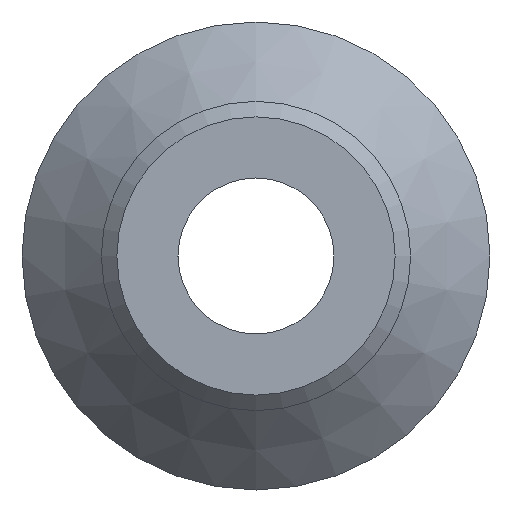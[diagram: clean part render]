
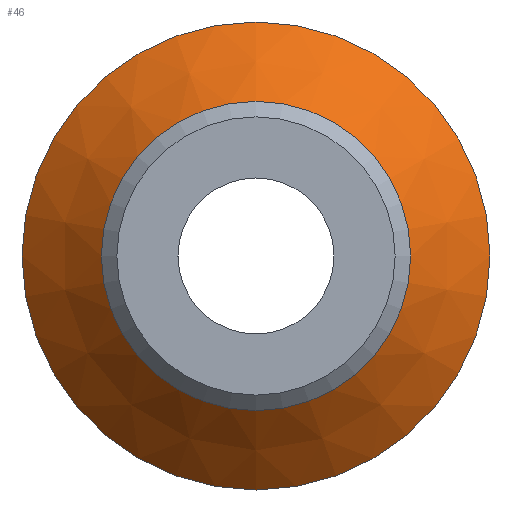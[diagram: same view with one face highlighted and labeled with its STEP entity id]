
A CAD part, front view. The second image highlights one B-rep face of the part: STEP entity #46.
In plain terms, the highlighted conical face has half-angle 45 degrees and reference radius 2.975 mm.
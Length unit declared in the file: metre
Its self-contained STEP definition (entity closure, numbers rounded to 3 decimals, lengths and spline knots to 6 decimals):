
#46 = ADVANCED_FACE( 'NONE', ( #107, #108 ), #109, .T. );
#107 = FACE_OUTER_BOUND( '', #202, .T. );
#108 = FACE_BOUND( '', #203, .T. );
#109 = CONICAL_SURFACE( '', #204, 0.002975, 0.785 );
#202 = EDGE_LOOP( '', ( #291 ) );
#203 = EDGE_LOOP( '', ( #292 ) );
#204 = AXIS2_PLACEMENT_3D( '', #293, #294, #295 );
#291 = ORIENTED_EDGE( '', *, *, #423, .T. );
#292 = ORIENTED_EDGE( '', *, *, #424, .F. );
#293 = CARTESIAN_POINT( '', ( 0., 0.02, 0. ) );
#294 = DIRECTION( '', ( 0., 1., 0. ) );
#295 = DIRECTION( '', ( 0., 0., 1. ) );
#423 = EDGE_CURVE( 'NONE', #467, #467, #468, .T. );
#424 = EDGE_CURVE( 'NONE', #469, #469, #470, .T. );
#467 = VERTEX_POINT( '', #533 );
#468 = CIRCLE( '', #534, 0.0045 );
#469 = VERTEX_POINT( '', #535 );
#470 = CIRCLE( '', #536, 0.002975 );
#533 = CARTESIAN_POINT( '', ( 0., 0.021525, -0.0045 ) );
#534 = AXIS2_PLACEMENT_3D( '', #598, #599, #600 );
#535 = CARTESIAN_POINT( '', ( 0., 0.02, -0.002975 ) );
#536 = AXIS2_PLACEMENT_3D( '', #601, #602, #603 );
#598 = CARTESIAN_POINT( '', ( 0., 0.021525, 0. ) );
#599 = DIRECTION( '', ( 0., -1., 0. ) );
#600 = DIRECTION( '', ( 0., 0., -1. ) );
#601 = CARTESIAN_POINT( '', ( 0., 0.02, 0. ) );
#602 = DIRECTION( '', ( 0., -1., 0. ) );
#603 = DIRECTION( '', ( 0., 0., -1. ) );
